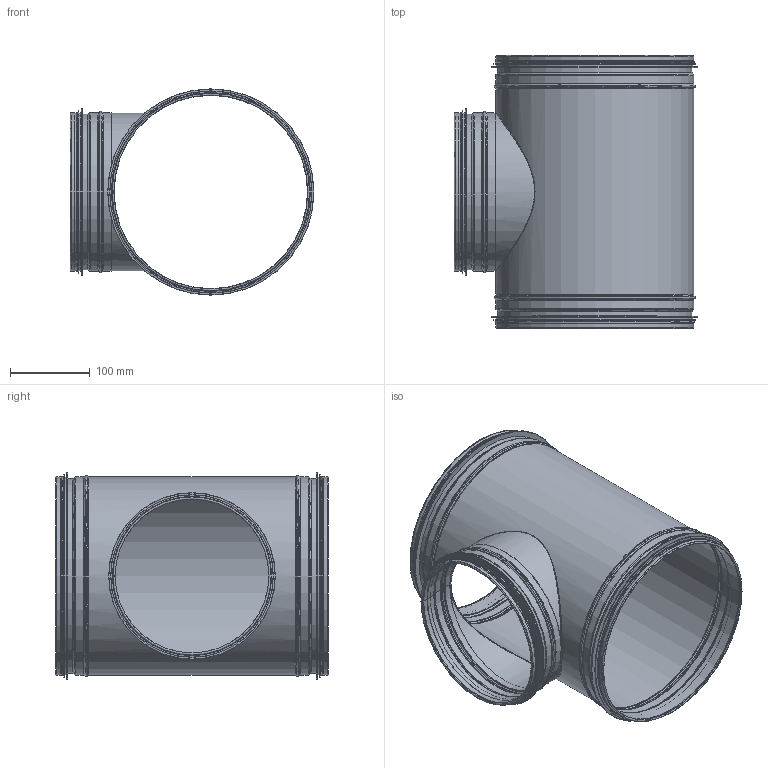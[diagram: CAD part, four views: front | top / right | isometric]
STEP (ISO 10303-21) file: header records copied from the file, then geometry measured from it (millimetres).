
FILE_DESCRIPTION((''),'2;1');
FILE_NAME('HTK_250-200.stp','2014-02-20T15:45:19',(''),(''),'Autodesk Inventor 2013','Autodesk Inventor 2013','');
FILE_SCHEMA(('AUTOMOTIVE_DESIGN { 1 2 10303 214 0 1 1 1 }'));
Length unit declared in the file: millimetre
Products named in the file (6): HTK_250-200; HTKRörämne-250-200; 999007; StosKort-200; StosKortRörämne-200; 999006
Assembly tree (6 placements, depth 3):
  HTK_250-200
    HTKRörämne-250-200
    999007  x2
    StosKort-200
      StosKortRörämne-200
      999006
Bounding box: 306.6 x 342.99 x 259.3 mm (x, y, z)
Volume: 230201.5 mm3; surface area: 721981.2 mm2
Topology: 5 solids, 5 shells, 175 faces, 337 edges, 182 vertices
Faces by surface type: torus 56, plane 50, cylinder 42, cone 26, bspline 1
Full cylindrical faces by diameter (mm): 193.15 x1, 194.15 x1, 195.35 x1, 196.95 x1, 197.95 x7, 198.95 x3, 204.35 x1, 209.35 x1, 243.1 x2, 244.1 x2, 245.3 x2, 247.9 x11, 248.9 x5, 254.3 x2, 259.3 x2
Entity records: 4124 total; most frequent: CARTESIAN_POINT 855, DIRECTION 704, ORIENTED_EDGE 440, AXIS2_PLACEMENT_3D 320, EDGE_LOOP 251, EDGE_CURVE 220, STYLED_ITEM 160, VERTEX_POINT 159
